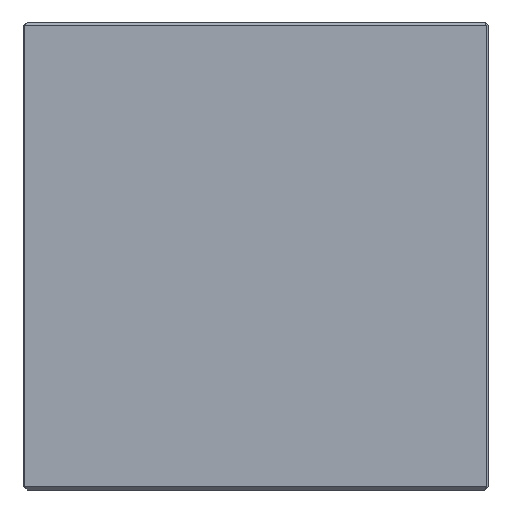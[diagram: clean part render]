
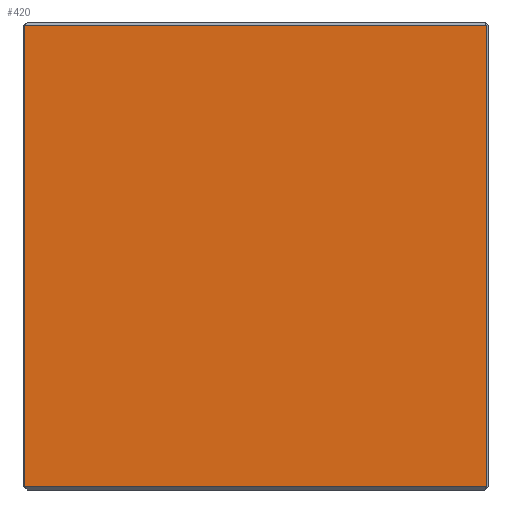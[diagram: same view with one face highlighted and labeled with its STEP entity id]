
A CAD part, front view. The second image highlights one B-rep face of the part: STEP entity #420.
In plain terms, the highlighted planar face has unit normal (0, -1, 0).
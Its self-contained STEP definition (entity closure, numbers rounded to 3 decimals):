
#23 = VECTOR ( 'NONE', #353, 1000. ) ;
#26 = LINE ( 'NONE', #231, #49 ) ;
#31 = VERTEX_POINT ( 'NONE', #336 ) ;
#34 = VERTEX_POINT ( 'NONE', #105 ) ;
#35 = EDGE_CURVE ( 'NONE', #312, #31, #488, .T. ) ;
#37 = VECTOR ( 'NONE', #415, 1000. ) ;
#49 = VECTOR ( 'NONE', #315, 1000. ) ;
#74 = DIRECTION ( 'NONE',  ( 0., 0., 1. ) ) ;
#88 = CARTESIAN_POINT ( 'NONE',  ( 7.4, -12.99, 14.9 ) ) ;
#105 = CARTESIAN_POINT ( 'NONE',  ( -7.427, -12.99, 0.1 ) ) ;
#108 = LINE ( 'NONE', #200, #313 ) ;
#116 = CARTESIAN_POINT ( 'NONE',  ( 7.4, -12.99, 15. ) ) ;
#144 = VERTEX_POINT ( 'NONE', #351 ) ;
#148 = ORIENTED_EDGE ( 'NONE', *, *, #154, .T. ) ;
#154 = EDGE_CURVE ( 'NONE', #144, #312, #302, .T. ) ;
#198 = EDGE_LOOP ( 'NONE', ( #148, #459, #290, #448 ) ) ;
#199 = EDGE_CURVE ( 'NONE', #34, #144, #26, .T. ) ;
#200 = CARTESIAN_POINT ( 'NONE',  ( -7.427, -12.99, 15. ) ) ;
#217 = FACE_OUTER_BOUND ( 'NONE', #198, .T. ) ;
#224 = EDGE_CURVE ( 'NONE', #31, #34, #108, .T. ) ;
#231 = CARTESIAN_POINT ( 'NONE',  ( -7.5, -12.99, 0.1 ) ) ;
#286 = DIRECTION ( 'NONE',  ( 0., 1., 0. ) ) ;
#290 = ORIENTED_EDGE ( 'NONE', *, *, #224, .T. ) ;
#302 = LINE ( 'NONE', #116, #23 ) ;
#312 = VERTEX_POINT ( 'NONE', #88 ) ;
#313 = VECTOR ( 'NONE', #502, 1000. ) ;
#314 = AXIS2_PLACEMENT_3D ( 'NONE', #370, #286, #74 ) ;
#315 = DIRECTION ( 'NONE',  ( 1., 0., 0. ) ) ;
#336 = CARTESIAN_POINT ( 'NONE',  ( -7.427, -12.99, 14.9 ) ) ;
#351 = CARTESIAN_POINT ( 'NONE',  ( 7.4, -12.99, 0.1 ) ) ;
#353 = DIRECTION ( 'NONE',  ( 0., 0., 1. ) ) ;
#370 = CARTESIAN_POINT ( 'NONE',  ( -7.5, -12.99, 15. ) ) ;
#398 = PLANE ( 'NONE',  #314 ) ;
#415 = DIRECTION ( 'NONE',  ( -1., 0., 0. ) ) ;
#420 = ADVANCED_FACE ( 'NONE', ( #217 ), #398, .F. ) ;
#448 = ORIENTED_EDGE ( 'NONE', *, *, #199, .T. ) ;
#455 = CARTESIAN_POINT ( 'NONE',  ( -7.5, -12.99, 14.9 ) ) ;
#459 = ORIENTED_EDGE ( 'NONE', *, *, #35, .T. ) ;
#488 = LINE ( 'NONE', #455, #37 ) ;
#502 = DIRECTION ( 'NONE',  ( 0., 0., -1. ) ) ;
